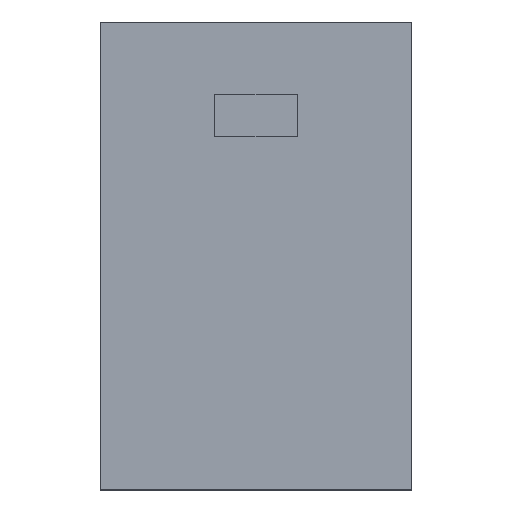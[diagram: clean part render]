
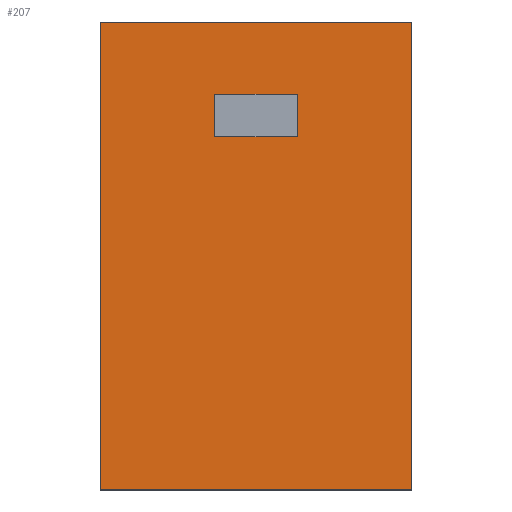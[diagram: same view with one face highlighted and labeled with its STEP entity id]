
A CAD part, top view. The second image highlights one B-rep face of the part: STEP entity #207.
In plain terms, the highlighted planar face has unit normal (0, 0, 1).
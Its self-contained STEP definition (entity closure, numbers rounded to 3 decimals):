
#35=FACE_OUTER_BOUND('',#47,.T.);
#47=EDGE_LOOP('',(#159,#160,#161,#162));
#57=LINE('',#331,#81);
#60=LINE('',#337,#84);
#63=LINE('',#343,#87);
#66=LINE('',#347,#90);
#81=VECTOR('',#269,10.);
#84=VECTOR('',#274,10.);
#87=VECTOR('',#279,10.);
#90=VECTOR('',#284,10.);
#105=VERTEX_POINT('',#328);
#106=VERTEX_POINT('',#330);
#108=VERTEX_POINT('',#336);
#110=VERTEX_POINT('',#342);
#121=EDGE_CURVE('',#106,#105,#57,.T.);
#124=EDGE_CURVE('',#108,#106,#60,.T.);
#127=EDGE_CURVE('',#110,#108,#63,.T.);
#130=EDGE_CURVE('',#105,#110,#66,.T.);
#159=ORIENTED_EDGE('',*,*,#130,.T.);
#160=ORIENTED_EDGE('',*,*,#127,.T.);
#161=ORIENTED_EDGE('',*,*,#124,.T.);
#162=ORIENTED_EDGE('',*,*,#121,.T.);
#195=PLANE('',#247);
#207=ADVANCED_FACE('',(#35),#195,.T.);
#247=AXIS2_PLACEMENT_3D('',#348,#285,#286);
#269=DIRECTION('',(-1.,0.,0.));
#274=DIRECTION('',(0.,1.,0.));
#279=DIRECTION('',(1.,0.,0.));
#284=DIRECTION('',(0.,-1.,0.));
#285=DIRECTION('center_axis',(0.,0.,1.));
#286=DIRECTION('ref_axis',(1.,0.,0.));
#328=CARTESIAN_POINT('',(0.,9.525,1.57));
#330=CARTESIAN_POINT('',(6.35,9.525,1.57));
#331=CARTESIAN_POINT('',(6.35,9.525,1.57));
#336=CARTESIAN_POINT('',(6.35,0.,1.57));
#337=CARTESIAN_POINT('',(6.35,0.,1.57));
#342=CARTESIAN_POINT('',(0.,0.,1.57));
#343=CARTESIAN_POINT('',(0.,0.,1.57));
#347=CARTESIAN_POINT('',(0.,9.525,1.57));
#348=CARTESIAN_POINT('Origin',(3.175,4.763,1.57));
